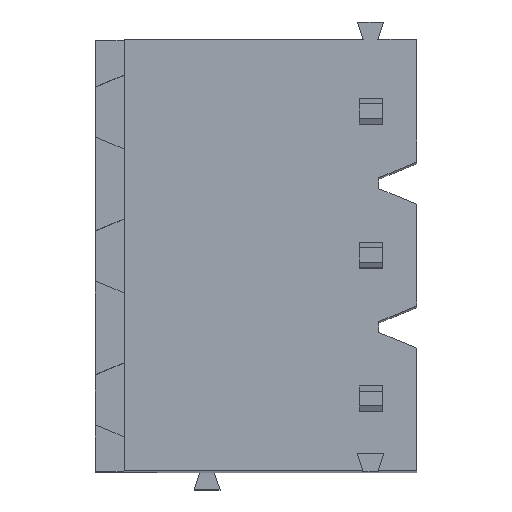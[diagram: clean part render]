
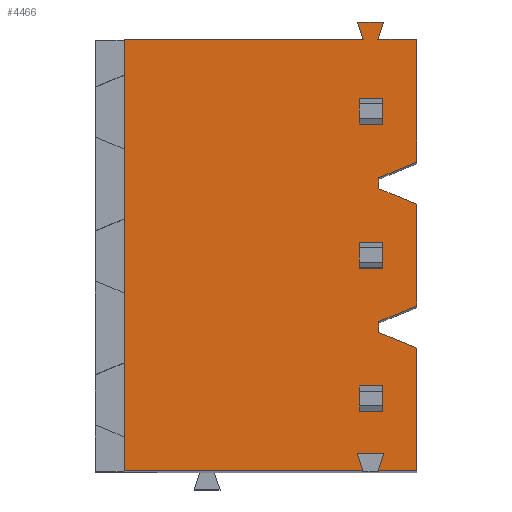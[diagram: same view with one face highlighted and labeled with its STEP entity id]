
A CAD part, top view. The second image highlights one B-rep face of the part: STEP entity #4466.
In plain terms, the highlighted planar face has unit normal (0, 0, 1).
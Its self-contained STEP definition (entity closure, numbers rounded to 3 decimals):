
#163=DIRECTION('',(1.,0.,0.));
#164=VECTOR('',#163,8.295);
#165=CARTESIAN_POINT('',(-10.16,-2.5,0.));
#166=LINE('',#165,#164);
#179=DIRECTION('',(1.,0.,0.));
#180=VECTOR('',#179,1.335);
#181=CARTESIAN_POINT('',(-1.335,-2.5,0.));
#182=LINE('',#181,#180);
#1245=DIRECTION('',(0.,1.,0.));
#1246=VECTOR('',#1245,0.38);
#1247=CARTESIAN_POINT('',(-1.312,7.31,0.));
#1248=LINE('',#1247,#1246);
#1257=DIRECTION('',(1.,0.,0.));
#1258=VECTOR('',#1257,0.8);
#1259=CARTESIAN_POINT('',(-2.,9.55,0.));
#1260=LINE('',#1259,#1258);
#1261=DIRECTION('',(0.,1.,0.));
#1262=VECTOR('',#1261,0.9);
#1263=CARTESIAN_POINT('',(-1.2,9.55,0.));
#1264=LINE('',#1263,#1262);
#1265=DIRECTION('',(1.,0.,0.));
#1266=VECTOR('',#1265,0.8);
#1267=CARTESIAN_POINT('',(-2.,10.45,0.));
#1268=LINE('',#1267,#1266);
#1269=DIRECTION('',(0.,1.,0.));
#1270=VECTOR('',#1269,0.9);
#1271=CARTESIAN_POINT('',(-2.,9.55,0.));
#1272=LINE('',#1271,#1270);
#1273=DIRECTION('',(1.,0.,0.));
#1274=VECTOR('',#1273,0.8);
#1275=CARTESIAN_POINT('',(-2.,4.55,0.));
#1276=LINE('',#1275,#1274);
#1277=DIRECTION('',(0.,1.,0.));
#1278=VECTOR('',#1277,0.9);
#1279=CARTESIAN_POINT('',(-1.2,4.55,0.));
#1280=LINE('',#1279,#1278);
#1281=DIRECTION('',(1.,0.,0.));
#1282=VECTOR('',#1281,0.8);
#1283=CARTESIAN_POINT('',(-2.,5.45,0.));
#1284=LINE('',#1283,#1282);
#1285=DIRECTION('',(0.,1.,0.));
#1286=VECTOR('',#1285,0.9);
#1287=CARTESIAN_POINT('',(-2.,4.55,0.));
#1288=LINE('',#1287,#1286);
#1289=DIRECTION('',(1.,0.,0.));
#1290=VECTOR('',#1289,0.8);
#1291=CARTESIAN_POINT('',(-2.,-0.45,0.));
#1292=LINE('',#1291,#1290);
#1293=DIRECTION('',(0.,1.,0.));
#1294=VECTOR('',#1293,0.9);
#1295=CARTESIAN_POINT('',(-1.2,-0.45,0.));
#1296=LINE('',#1295,#1294);
#1297=DIRECTION('',(1.,0.,0.));
#1298=VECTOR('',#1297,0.8);
#1299=CARTESIAN_POINT('',(-2.,0.45,0.));
#1300=LINE('',#1299,#1298);
#1301=DIRECTION('',(0.,1.,0.));
#1302=VECTOR('',#1301,0.9);
#1303=CARTESIAN_POINT('',(-2.,-0.45,0.));
#1304=LINE('',#1303,#1302);
#1305=DIRECTION('',(0.316,-0.949,0.));
#1306=VECTOR('',#1305,0.632);
#1307=CARTESIAN_POINT('',(-2.05,13.1,0.));
#1308=LINE('',#1307,#1306);
#1309=DIRECTION('',(0.316,0.949,0.));
#1310=VECTOR('',#1309,0.632);
#1311=CARTESIAN_POINT('',(-1.35,12.5,0.));
#1312=LINE('',#1311,#1310);
#1313=DIRECTION('',(0.,-1.,0.));
#1314=VECTOR('',#1313,4.271);
#1315=CARTESIAN_POINT('',(0.,12.5,0.));
#1316=LINE('',#1315,#1314);
#1317=DIRECTION('',(-0.925,-0.38,0.));
#1318=VECTOR('',#1317,1.419);
#1319=CARTESIAN_POINT('',(0.,8.229,0.));
#1320=LINE('',#1319,#1318);
#1321=DIRECTION('',(0.925,-0.38,0.));
#1322=VECTOR('',#1321,1.419);
#1323=CARTESIAN_POINT('',(-1.312,7.31,0.));
#1324=LINE('',#1323,#1322);
#1325=DIRECTION('',(0.,-1.,0.));
#1326=VECTOR('',#1325,3.541);
#1327=CARTESIAN_POINT('',(0.,6.771,0.));
#1328=LINE('',#1327,#1326);
#1329=DIRECTION('',(-0.925,-0.38,0.));
#1330=VECTOR('',#1329,1.419);
#1331=CARTESIAN_POINT('',(0.,3.229,0.));
#1332=LINE('',#1331,#1330);
#1333=DIRECTION('',(0.925,-0.38,0.));
#1334=VECTOR('',#1333,1.419);
#1335=CARTESIAN_POINT('',(-1.312,2.31,0.));
#1336=LINE('',#1335,#1334);
#1337=DIRECTION('',(0.,-1.,0.));
#1338=VECTOR('',#1337,4.271);
#1339=CARTESIAN_POINT('',(0.,1.771,0.));
#1340=LINE('',#1339,#1338);
#1341=DIRECTION('',(0.307,0.952,0.));
#1342=VECTOR('',#1341,0.651);
#1343=CARTESIAN_POINT('',(-1.335,-2.5,0.));
#1344=LINE('',#1343,#1342);
#1345=DIRECTION('',(-1.,0.,0.));
#1346=VECTOR('',#1345,0.93);
#1347=CARTESIAN_POINT('',(-1.135,-1.88,0.));
#1348=LINE('',#1347,#1346);
#1349=DIRECTION('',(0.307,-0.952,0.));
#1350=VECTOR('',#1349,0.651);
#1351=CARTESIAN_POINT('',(-2.065,-1.88,0.));
#1352=LINE('',#1351,#1350);
#1533=DIRECTION('',(0.,-1.,0.));
#1534=VECTOR('',#1533,15.);
#1535=CARTESIAN_POINT('',(-10.16,12.5,0.));
#1536=LINE('',#1535,#1534);
#1737=DIRECTION('',(-1.,0.,0.));
#1738=VECTOR('',#1737,1.35);
#1739=CARTESIAN_POINT('',(0.,12.5,0.));
#1740=LINE('',#1739,#1738);
#1753=DIRECTION('',(-1.,0.,0.));
#1754=VECTOR('',#1753,8.31);
#1755=CARTESIAN_POINT('',(-1.85,12.5,0.));
#1756=LINE('',#1755,#1754);
#1871=DIRECTION('',(1.,0.,0.));
#1872=VECTOR('',#1871,0.9);
#1873=CARTESIAN_POINT('',(-2.05,13.1,0.));
#1874=LINE('',#1873,#1872);
#2207=DIRECTION('',(0.,1.,0.));
#2208=VECTOR('',#2207,0.38);
#2209=CARTESIAN_POINT('',(-1.312,2.31,0.));
#2210=LINE('',#2209,#2208);
#2341=CARTESIAN_POINT('',(0.,-2.5,0.));
#2342=VERTEX_POINT('',#2341);
#2355=CARTESIAN_POINT('',(-10.16,-2.5,0.));
#2356=VERTEX_POINT('',#2355);
#2429=CARTESIAN_POINT('',(-1.335,-2.5,0.));
#2430=VERTEX_POINT('',#2429);
#2431=CARTESIAN_POINT('',(-1.865,-2.5,0.));
#2432=VERTEX_POINT('',#2431);
#2433=CARTESIAN_POINT('',(-1.135,-1.88,0.));
#2434=VERTEX_POINT('',#2433);
#2435=CARTESIAN_POINT('',(-2.065,-1.88,0.));
#2436=VERTEX_POINT('',#2435);
#2453=CARTESIAN_POINT('',(0.,1.771,0.));
#2455=VERTEX_POINT('',#2453);
#2457=CARTESIAN_POINT('',(-1.312,2.31,0.));
#2458=VERTEX_POINT('',#2457);
#2501=CARTESIAN_POINT('',(-2.,-0.45,0.));
#2502=CARTESIAN_POINT('',(-1.2,-0.45,0.));
#2503=VERTEX_POINT('',#2501);
#2504=VERTEX_POINT('',#2502);
#2505=CARTESIAN_POINT('',(-2.,0.45,0.));
#2506=CARTESIAN_POINT('',(-1.2,0.45,0.));
#2507=VERTEX_POINT('',#2505);
#2508=VERTEX_POINT('',#2506);
#2525=CARTESIAN_POINT('',(0.,3.229,0.));
#2527=VERTEX_POINT('',#2525);
#2529=CARTESIAN_POINT('',(-1.312,2.69,0.));
#2530=VERTEX_POINT('',#2529);
#2533=CARTESIAN_POINT('',(-1.312,7.31,0.));
#2535=VERTEX_POINT('',#2533);
#2537=CARTESIAN_POINT('',(0.,6.771,0.));
#2539=VERTEX_POINT('',#2537);
#2669=CARTESIAN_POINT('',(-2.,4.55,0.));
#2670=CARTESIAN_POINT('',(-1.2,4.55,0.));
#2671=VERTEX_POINT('',#2669);
#2672=VERTEX_POINT('',#2670);
#2673=CARTESIAN_POINT('',(-2.,5.45,0.));
#2674=CARTESIAN_POINT('',(-1.2,5.45,0.));
#2675=VERTEX_POINT('',#2673);
#2676=VERTEX_POINT('',#2674);
#2709=CARTESIAN_POINT('',(-1.312,7.69,0.));
#2711=VERTEX_POINT('',#2709);
#2713=CARTESIAN_POINT('',(0.,8.229,0.));
#2715=VERTEX_POINT('',#2713);
#2821=CARTESIAN_POINT('',(0.,12.5,0.));
#2822=VERTEX_POINT('',#2821);
#2829=CARTESIAN_POINT('',(-10.16,12.5,0.));
#2830=VERTEX_POINT('',#2829);
#2839=CARTESIAN_POINT('',(-1.35,12.5,0.));
#2840=VERTEX_POINT('',#2839);
#2841=CARTESIAN_POINT('',(-1.85,12.5,0.));
#2842=VERTEX_POINT('',#2841);
#2883=CARTESIAN_POINT('',(-2.,9.55,0.));
#2884=CARTESIAN_POINT('',(-1.2,9.55,0.));
#2885=VERTEX_POINT('',#2883);
#2886=VERTEX_POINT('',#2884);
#2887=CARTESIAN_POINT('',(-2.,10.45,0.));
#2888=CARTESIAN_POINT('',(-1.2,10.45,0.));
#2889=VERTEX_POINT('',#2887);
#2890=VERTEX_POINT('',#2888);
#2907=CARTESIAN_POINT('',(-2.05,13.1,0.));
#2908=CARTESIAN_POINT('',(-1.15,13.1,0.));
#2909=VERTEX_POINT('',#2907);
#2910=VERTEX_POINT('',#2908);
#4392=CARTESIAN_POINT('',(-10.16,-2.5,0.));
#4393=DIRECTION('',(0.,0.,1.));
#4394=DIRECTION('',(1.,0.,0.));
#4395=AXIS2_PLACEMENT_3D('',#4392,#4393,#4394);
#4396=PLANE('',#4395);
#4398=ORIENTED_EDGE('',*,*,#4397,.F.);
#4400=ORIENTED_EDGE('',*,*,#4399,.F.);
#4402=ORIENTED_EDGE('',*,*,#4401,.F.);
#4404=ORIENTED_EDGE('',*,*,#4403,.T.);
#4406=ORIENTED_EDGE('',*,*,#4405,.F.);
#4408=ORIENTED_EDGE('',*,*,#4407,.F.);
#4410=ORIENTED_EDGE('',*,*,#4409,.T.);
#4412=ORIENTED_EDGE('',*,*,#4411,.T.);
#4413=ORIENTED_EDGE('',*,*,#4382,.F.);
#4415=ORIENTED_EDGE('',*,*,#4414,.T.);
#4417=ORIENTED_EDGE('',*,*,#4416,.T.);
#4419=ORIENTED_EDGE('',*,*,#4418,.T.);
#4421=ORIENTED_EDGE('',*,*,#4420,.F.);
#4423=ORIENTED_EDGE('',*,*,#4422,.T.);
#4425=ORIENTED_EDGE('',*,*,#4424,.T.);
#4426=ORIENTED_EDGE('',*,*,#2952,.F.);
#4428=ORIENTED_EDGE('',*,*,#4427,.T.);
#4430=ORIENTED_EDGE('',*,*,#4429,.T.);
#4432=ORIENTED_EDGE('',*,*,#4431,.T.);
#4433=ORIENTED_EDGE('',*,*,#2944,.F.);
#4434=EDGE_LOOP('',(#4398,#4400,#4402,#4404,#4406,#4408,#4410,#4412,#4413,#4415,
#4417,#4419,#4421,#4423,#4425,#4426,#4428,#4430,#4432,#4433));
#4435=FACE_OUTER_BOUND('',#4434,.F.);
#4437=ORIENTED_EDGE('',*,*,#4436,.T.);
#4439=ORIENTED_EDGE('',*,*,#4438,.T.);
#4441=ORIENTED_EDGE('',*,*,#4440,.F.);
#4443=ORIENTED_EDGE('',*,*,#4442,.F.);
#4444=EDGE_LOOP('',(#4437,#4439,#4441,#4443));
#4445=FACE_BOUND('',#4444,.F.);
#4447=ORIENTED_EDGE('',*,*,#4446,.T.);
#4449=ORIENTED_EDGE('',*,*,#4448,.T.);
#4451=ORIENTED_EDGE('',*,*,#4450,.F.);
#4453=ORIENTED_EDGE('',*,*,#4452,.F.);
#4454=EDGE_LOOP('',(#4447,#4449,#4451,#4453));
#4455=FACE_BOUND('',#4454,.F.);
#4457=ORIENTED_EDGE('',*,*,#4456,.T.);
#4459=ORIENTED_EDGE('',*,*,#4458,.T.);
#4461=ORIENTED_EDGE('',*,*,#4460,.F.);
#4463=ORIENTED_EDGE('',*,*,#4462,.F.);
#4464=EDGE_LOOP('',(#4457,#4459,#4461,#4463));
#4465=FACE_BOUND('',#4464,.F.);
#4466=ADVANCED_FACE('',(#4435,#4445,#4455,#4465),#4396,.T.);
#2944=EDGE_CURVE('',#2356,#2432,#166,.T.);
#2952=EDGE_CURVE('',#2430,#2342,#182,.T.);
#4382=EDGE_CURVE('',#2535,#2711,#1248,.T.);
#4397=EDGE_CURVE('',#2830,#2356,#1536,.T.);
#4399=EDGE_CURVE('',#2842,#2830,#1756,.T.);
#4401=EDGE_CURVE('',#2909,#2842,#1308,.T.);
#4403=EDGE_CURVE('',#2909,#2910,#1874,.T.);
#4405=EDGE_CURVE('',#2840,#2910,#1312,.T.);
#4407=EDGE_CURVE('',#2822,#2840,#1740,.T.);
#4409=EDGE_CURVE('',#2822,#2715,#1316,.T.);
#4411=EDGE_CURVE('',#2715,#2711,#1320,.T.);
#4414=EDGE_CURVE('',#2535,#2539,#1324,.T.);
#4416=EDGE_CURVE('',#2539,#2527,#1328,.T.);
#4418=EDGE_CURVE('',#2527,#2530,#1332,.T.);
#4420=EDGE_CURVE('',#2458,#2530,#2210,.T.);
#4422=EDGE_CURVE('',#2458,#2455,#1336,.T.);
#4424=EDGE_CURVE('',#2455,#2342,#1340,.T.);
#4427=EDGE_CURVE('',#2430,#2434,#1344,.T.);
#4429=EDGE_CURVE('',#2434,#2436,#1348,.T.);
#4431=EDGE_CURVE('',#2436,#2432,#1352,.T.);
#4436=EDGE_CURVE('',#2671,#2672,#1276,.T.);
#4438=EDGE_CURVE('',#2672,#2676,#1280,.T.);
#4440=EDGE_CURVE('',#2675,#2676,#1284,.T.);
#4442=EDGE_CURVE('',#2671,#2675,#1288,.T.);
#4446=EDGE_CURVE('',#2503,#2504,#1292,.T.);
#4448=EDGE_CURVE('',#2504,#2508,#1296,.T.);
#4450=EDGE_CURVE('',#2507,#2508,#1300,.T.);
#4452=EDGE_CURVE('',#2503,#2507,#1304,.T.);
#4456=EDGE_CURVE('',#2885,#2886,#1260,.T.);
#4458=EDGE_CURVE('',#2886,#2890,#1264,.T.);
#4460=EDGE_CURVE('',#2889,#2890,#1268,.T.);
#4462=EDGE_CURVE('',#2885,#2889,#1272,.T.);
